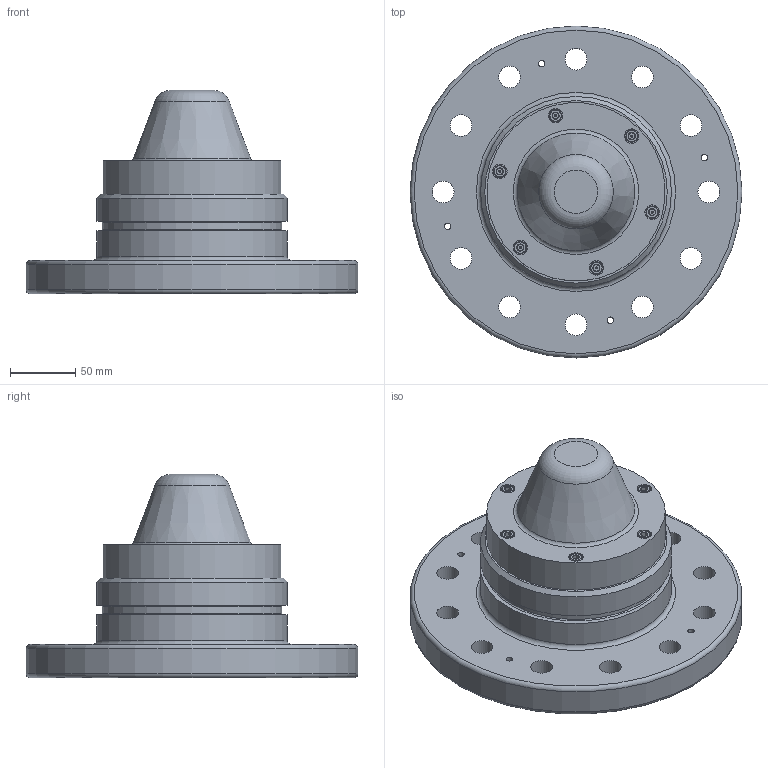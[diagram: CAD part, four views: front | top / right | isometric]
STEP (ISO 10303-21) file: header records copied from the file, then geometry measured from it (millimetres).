
FILE_DESCRIPTION(/* description */ (''),/* implementation_level */ '2;1');
FILE_NAME(/* name */ 'Beam Flange Integral Collimator.stp',/* time_stamp */ '2017-11-29T18:39:31-06:00',/* author */ ('digiovine'),/* organization */ (''),/* preprocessor_version */ 'ST-DEVELOPER v16.5',/* originating_system */ 'Autodesk Inventor 2017',/* authorisation */ '');
FILE_SCHEMA (('AUTOMOTIVE_DESIGN { 1 0 10303 214 3 1 1 }'));
Length unit declared in the file: inch
Products named in the file (5): Beam Flange Integral Collimator; Plug Flange Beam Port MOD; Internal Coll and Port; ORING 2-153; 93235A544
Assembly tree (10 placements, depth 2):
  Beam Flange Integral Collimator
    Plug Flange Beam Port MOD
    Internal Coll and Port
    ORING 2-153  x2
    93235A544  x6
Bounding box: 254 x 254 x 155.57 mm (x, y, z)
Volume: 2436450.7 mm3; surface area: 269492.7 mm2
Topology: 10 solids, 10 shells, 240 faces, 505 edges, 309 vertices
Faces by surface type: plane 80, cylinder 71, cone 65, torus 12, bspline 12
Full cylindrical faces by diameter (mm): 1.575 x6, 4.978 x10, 6.756 x6, 9.525 x6, 10 x1, 11.125 x6, 16.662 x12, 47.549 x1, 89.535 x2, 93.599 x3, 93.65 x1, 136.525 x1, 137.338 x1, 145.974 x2, 254 x1
Entity records: 7472 total; most frequent: CARTESIAN_POINT 5036, DIRECTION 522, ORIENTED_EDGE 308, AXIS2_PLACEMENT_3D 255, EDGE_LOOP 253, EDGE_CURVE 154, FACE_BOUND 139, VERTEX_POINT 137
